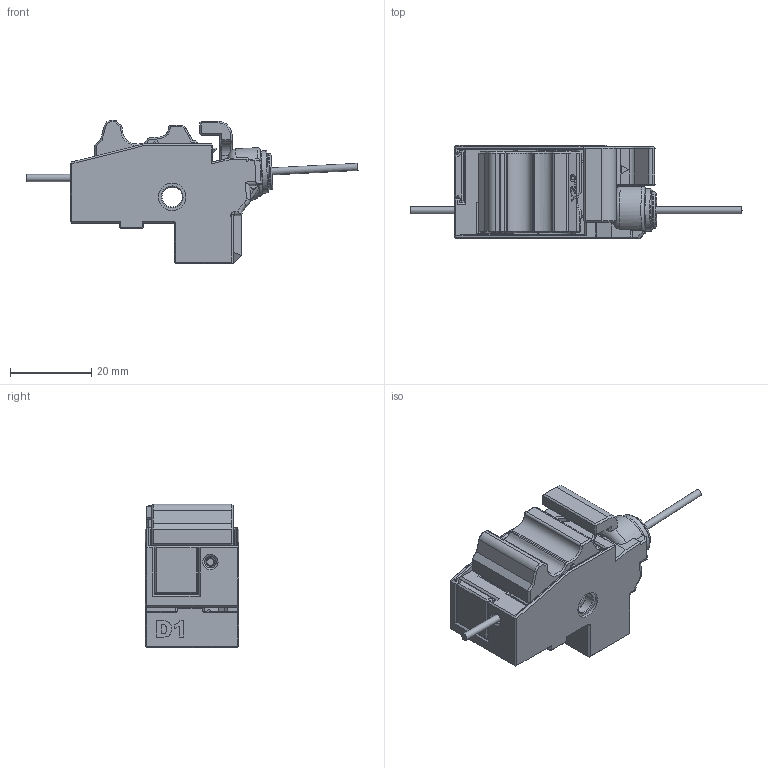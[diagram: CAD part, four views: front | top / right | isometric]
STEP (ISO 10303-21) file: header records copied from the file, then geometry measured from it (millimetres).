
FILE_DESCRIPTION(/* description */ (''),/* implementation_level */ '2;1');
FILE_NAME(/* name */ 'Filament_block_Trapy_RevD3.step',/* time_stamp */ '2023-05-23T16:33:17+02:00',/* author */ (''),/* organization */ (''),/* preprocessor_version */ 'ST-DEVELOPER v19.2',/* originating_system */ 'Autodesk Translation Framework v12.4.0.73',/* authorisation */ '');
FILE_SCHEMA (('AUTOMOTIVE_DESIGN { 1 0 10303 214 3 1 1 }'));
Length unit declared in the file: millimetre
Products named in the file (20): Filament_block_TD_RevD; Filament_Block_Universal_V4_ASSY v1; BondTechDirectDriveGear v1; Direct_Drivegear^Driveshaft Assembly_BMG Drive Mechanism_VORON Clockw
ork_X Carriage672923; Component41672924; MR85ZZ v3; Latch_V3; ECAS v1; EASUN ECAS04 v3; Main body672914; Release clip672915; Seal672916; Magnet6x3 v1 (1)672921; M3X16 SHCS v2672926; Tophat-combined; Magnet6x3 v1 (1)672921 (1); Magnet6x3 v1 (1)672921 (2); Magnet6x3 v1 (1)672921 (3); Tag plate; Filament
Assembly tree (19 placements, depth 5):
  Filament_block_TD_RevD
    Filament_Block_Universal_V4_ASSY v1
      BondTechDirectDriveGear v1
        Direct_Drivegear^Driveshaft Assembly_BMG Drive Mechanism_VORON Clockw
ork_X Carriage672923
        Component41672924
      MR85ZZ v3
      Latch_V3
      ECAS v1
        EASUN ECAS04 v3
          Main body672914
          Release clip672915
          Seal672916
      Magnet6x3 v1 (1)672921
      M3X16 SHCS v2672926
      Tophat-combined
      Magnet6x3 v1 (1)672921 (1)
      Magnet6x3 v1 (1)672921 (2)
      Magnet6x3 v1 (1)672921 (3)
    Tag plate
    Filament
Bounding box: 81.54 x 23 x 35.23 mm (x, y, z)
Volume: 20067.9 mm3; surface area: 16421.8 mm2
Topology: 19 solids, 19 shells, 1283 faces, 3200 edges, 1971 vertices
Faces by surface type: plane 710, cylinder 246, bspline 172, cone 131, torus 20, sphere 4
Full cylindrical faces by diameter (mm): 1.75 x3, 2.016 x3, 2.2 x1, 2.5 x3, 2.53 x2, 3 x2, 3.05 x2, 3.1 x1, 3.3 x1, 3.4 x1, 3.5 x1, 4 x3, 4.2 x1, 4.4 x1, 5 x1, 5.05 x1, 5.4 x1, 5.5 x1, 5.6 x1, 5.8 x2, 6 x6, 6.8 x1, 8 x6, 8.14 x1, 8.47 x1, 9 x1, 10.45 x1
Entity records: 46289 total; most frequent: CARTESIAN_POINT 16182, ORIENTED_EDGE 6392, DIRECTION 5758, EDGE_CURVE 3196, VERTEX_POINT 1971, LINE 1924, VECTOR 1924, AXIS2_PLACEMENT_3D 1917
